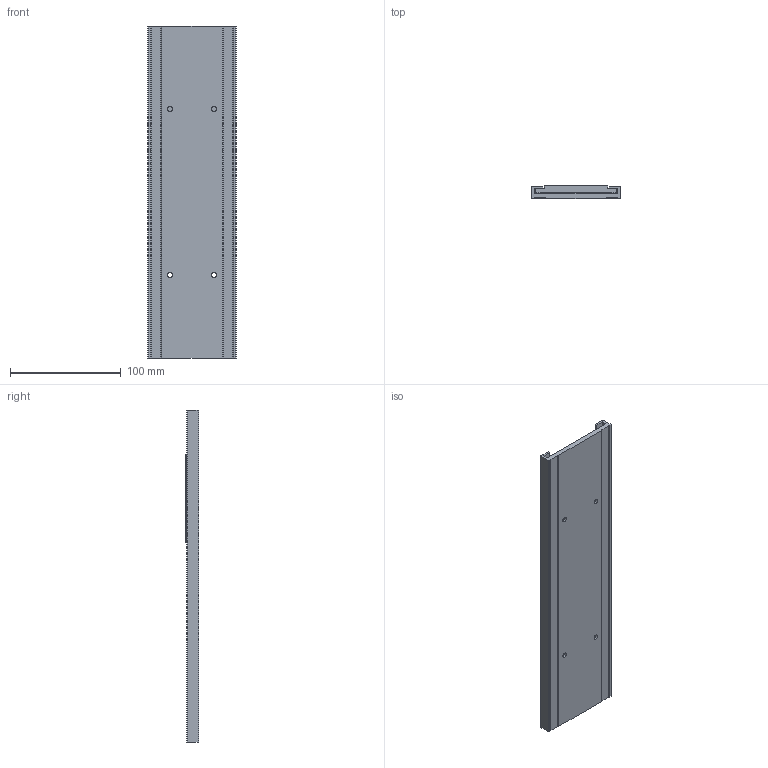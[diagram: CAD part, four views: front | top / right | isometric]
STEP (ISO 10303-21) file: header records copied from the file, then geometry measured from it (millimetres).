
FILE_DESCRIPTION (( 'STEP AP214' ), '1' );
FILE_NAME ('GST_75D9C31386.step', '2022-03-04T15:37:04', ( '' ), ( '' ), 'SwSTEP 2.0', 'SolidWorks 2019', '' );
FILE_SCHEMA (( 'AUTOMOTIVE_DESIGN' ));
Length unit declared in the file: inch
Products named in the file (5): GST_75D9C31386; ixtlb3OmP8_CADModel_1; ixtlb3OmP8_CADModel_0
Assembly tree (2 placements, depth 2):
  GST_75D9C31386
    ixtlb3OmP8_CADModel_1
    ixtlb3OmP8_CADModel_0
  ixtlb3OmP8_CADModel_0
  ixtlb3OmP8_CADModel_1
Bounding box: 80 x 12 x 300 mm (x, y, z)
Volume: 153810.2 mm3; surface area: 85193.7 mm2
Topology: 6 solids, 6 shells, 913 faces, 2175 edges, 1208 vertices
Faces by surface type: cylinder 357, plane 249, torus 125, sphere 98, bspline 68, cone 16
Entity records: 40127 total; most frequent: CARTESIAN_POINT 7536, DIRECTION 4540, ORIENTED_EDGE 4154, EDGE_CURVE 2077, AXIS2_PLACEMENT_3D 1756, VERTEX_POINT 1208, VECTOR 1028, LINE 1028
